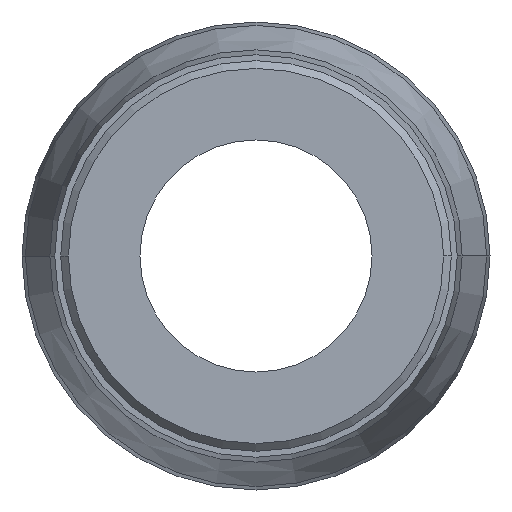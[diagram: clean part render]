
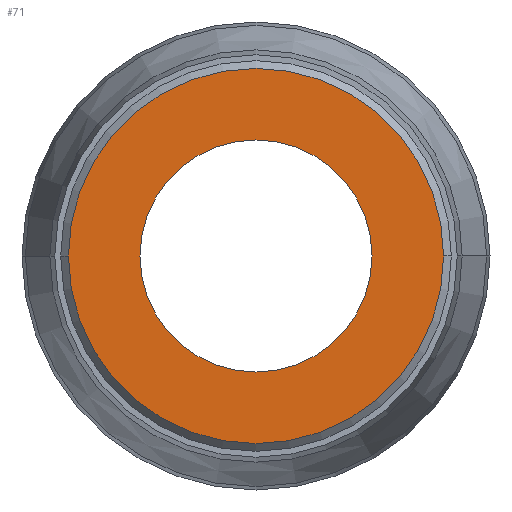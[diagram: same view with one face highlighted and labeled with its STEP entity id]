
A CAD part, left-side view. The second image highlights one B-rep face of the part: STEP entity #71.
In plain terms, the highlighted planar face has unit normal (-1, 0, 0).
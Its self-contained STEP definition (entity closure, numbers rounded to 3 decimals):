
#71=ADVANCED_FACE('',(#138,#139),#140,.T.);
#138=FACE_BOUND('',#220,.T.);
#139=FACE_OUTER_BOUND('',#221,.T.);
#140=PLANE('',#222);
#220=EDGE_LOOP('',(#424,#425));
#221=EDGE_LOOP('',(#426,#427));
#222=AXIS2_PLACEMENT_3D('',#428,#429,#430);
#424=ORIENTED_EDGE('',*,*,#569,.T.);
#425=ORIENTED_EDGE('',*,*,#568,.T.);
#426=ORIENTED_EDGE('',*,*,#546,.F.);
#427=ORIENTED_EDGE('',*,*,#579,.F.);
#428=CARTESIAN_POINT('',(-34.0,2.425,0.0));
#429=DIRECTION('',(-1.0,-0.0,0.0));
#430=DIRECTION('',(0.0,-1.0,-0.0));
#546=EDGE_CURVE('',#645,#647,#648,.T.);
#568=EDGE_CURVE('',#682,#686,#688,.T.);
#569=EDGE_CURVE('',#686,#682,#689,.T.);
#579=EDGE_CURVE('',#647,#645,#699,.T.);
#645=VERTEX_POINT('',#783);
#647=VERTEX_POINT('',#786);
#648=CIRCLE('',#787,4.85);
#682=VERTEX_POINT('',#832);
#686=VERTEX_POINT('',#837);
#688=CIRCLE('',#840,3.0);
#689=CIRCLE('',#841,3.0);
#699=CIRCLE('',#851,4.85);
#783=CARTESIAN_POINT('',(-34.0,4.85,0.0));
#786=CARTESIAN_POINT('',(-34.0,-4.85,0.));
#787=AXIS2_PLACEMENT_3D('',#918,#919,#920);
#832=CARTESIAN_POINT('',(-34.0,0.,-3.0));
#837=CARTESIAN_POINT('',(-34.0,0.,3.0));
#840=AXIS2_PLACEMENT_3D('',#958,#959,#960);
#841=AXIS2_PLACEMENT_3D('',#961,#962,#963);
#851=AXIS2_PLACEMENT_3D('',#991,#992,#993);
#918=CARTESIAN_POINT('',(-34.0,0.0,0.0));
#919=DIRECTION('',(1.0,0.0,0.0));
#920=DIRECTION('',(0.0,1.0,0.0));
#958=CARTESIAN_POINT('',(-34.0,0.0,0.0));
#959=DIRECTION('',(1.0,0.0,0.0));
#960=DIRECTION('',(0.0,0.0,-1.0));
#961=CARTESIAN_POINT('',(-34.0,0.0,0.0));
#962=DIRECTION('',(1.0,0.0,0.0));
#963=DIRECTION('',(0.0,0.0,-1.0));
#991=CARTESIAN_POINT('',(-34.0,0.0,0.0));
#992=DIRECTION('',(1.0,0.0,0.0));
#993=DIRECTION('',(0.0,1.0,0.0));
